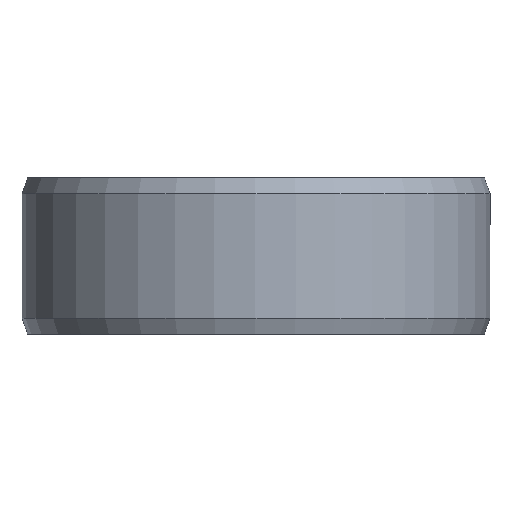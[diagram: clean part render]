
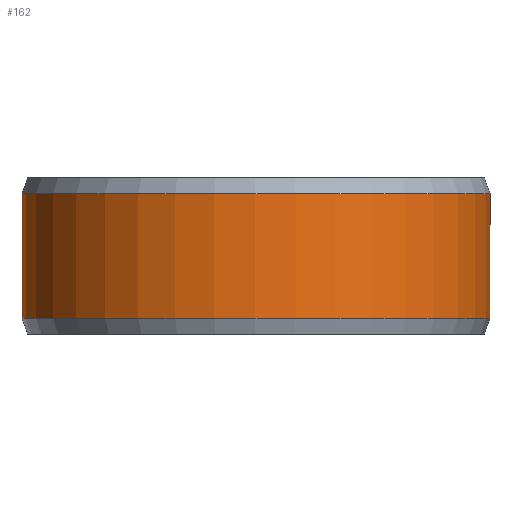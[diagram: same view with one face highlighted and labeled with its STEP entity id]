
A CAD part, front view. The second image highlights one B-rep face of the part: STEP entity #162.
In plain terms, the highlighted cylindrical face has radius 18 mm (diameter 36 mm), a partial arc.
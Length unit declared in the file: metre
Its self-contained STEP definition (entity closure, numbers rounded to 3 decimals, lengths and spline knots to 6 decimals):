
#162=ADVANCED_FACE('',(#185,#186),#187,.T.);
#185=FACE_OUTER_BOUND('',#211,.T.);
#186=FACE_BOUND('',#212,.T.);
#187=CYLINDRICAL_SURFACE('',#213,0.018);
#211=EDGE_LOOP('',(#289,#290,#291,#292));
#212=EDGE_LOOP('',(#293));
#213=AXIS2_PLACEMENT_3D('',#294,#295,#296);
#289=ORIENTED_EDGE('',*,*,#314,.T.);
#290=ORIENTED_EDGE('',*,*,#323,.F.);
#291=ORIENTED_EDGE('',*,*,#309,.F.);
#292=ORIENTED_EDGE('',*,*,#324,.T.);
#293=ORIENTED_EDGE('',*,*,#327,.T.);
#294=CARTESIAN_POINT('',(0.,0.,0.0));
#295=DIRECTION('',(0.,0.0,-1.0));
#296=DIRECTION('',(-1.0,0.0,0.));
#309=EDGE_CURVE('',#341,#342,#343,.T.);
#314=EDGE_CURVE('',#351,#349,#352,.T.);
#323=EDGE_CURVE('',#342,#349,#365,.T.);
#324=EDGE_CURVE('',#341,#351,#366,.T.);
#327=EDGE_CURVE('',#370,#370,#371,.T.);
#341=VERTEX_POINT('',#389);
#342=VERTEX_POINT('',#390);
#343=CIRCLE('',#391,0.018);
#349=VERTEX_POINT('',#399);
#351=VERTEX_POINT('',#402);
#352=CIRCLE('',#403,0.018);
#365=LINE('',#422,#423);
#366=LINE('',#424,#425);
#370=VERTEX_POINT('',#493);
#371=B_SPLINE_CURVE_WITH_KNOTS('',3,(#494,#495,#496,#497,#498,#499,#500,#501,#502,#503,#504,#505,#506,#507,#508,#509,#510,#511,#512,#513,#514,#515,#516,#517,#518,#519,#520,#521,#522,#523,#524,#525,#526,#527,#528,#529,#530,#531,#532,#533,#534,#535,#536,#537,#538,#539,#540,#541,#542,#543,#544,#545,#546,#547,#548,#549,#550,#551,#552,#553,#554,#555,#556,#557),.UNSPECIFIED.,.T.,.F.,(2,2,2,2,2,2,2,2,2,2,2,2,2,2,2,2,2,2,2,2,2,2,2,2,2,2,2,2,2,2,2,2,2,2),(-0.000587,0.0,0.000587,0.001174,0.001761,0.002349,0.002936,0.003523,0.00411,0.004697,0.005284,0.005872,0.006459,0.007046,0.007633,0.00822,0.008807,0.009395,0.009982,0.010569,0.011156,0.011743,0.01233,0.012918,0.013505,0.014092,0.014679,0.015266,0.015853,0.016441,0.017615,0.018202,0.018789,0.019376),.UNSPECIFIED.);
#389=CARTESIAN_POINT('',(0.000314,0.017997,0.0012));
#390=CARTESIAN_POINT('',(0.,0.018,0.0012));
#391=AXIS2_PLACEMENT_3D('',#571,#572,#573);
#399=CARTESIAN_POINT('',(0.,0.018,0.0108));
#402=CARTESIAN_POINT('',(0.000314,0.017997,0.0108));
#403=AXIS2_PLACEMENT_3D('',#580,#581,#582);
#422=CARTESIAN_POINT('',(0.,0.018,0.0012));
#423=VECTOR('',#595,1.0);
#424=CARTESIAN_POINT('',(0.000314,0.017997,0.0012));
#425=VECTOR('',#596,1.0);
#493=CARTESIAN_POINT('',(0.013668,-0.011713,0.006));
#494=CARTESIAN_POINT('',(0.013668,-0.011713,0.005801));
#495=CARTESIAN_POINT('',(0.013668,-0.011713,0.006199));
#496=CARTESIAN_POINT('',(0.013681,-0.011698,0.006394));
#497=CARTESIAN_POINT('',(0.013731,-0.011639,0.006778));
#498=CARTESIAN_POINT('',(0.013769,-0.011594,0.006968));
#499=CARTESIAN_POINT('',(0.013867,-0.011477,0.007331));
#500=CARTESIAN_POINT('',(0.013926,-0.011405,0.007504));
#501=CARTESIAN_POINT('',(0.014064,-0.011234,0.007829));
#502=CARTESIAN_POINT('',(0.014144,-0.011134,0.007983));
#503=CARTESIAN_POINT('',(0.014314,-0.010914,0.00826));
#504=CARTESIAN_POINT('',(0.014406,-0.010793,0.008384));
#505=CARTESIAN_POINT('',(0.014601,-0.010528,0.008603));
#506=CARTESIAN_POINT('',(0.014702,-0.010386,0.008696));
#507=CARTESIAN_POINT('',(0.014908,-0.010089,0.008846));
#508=CARTESIAN_POINT('',(0.015014,-0.009931,0.008904));
#509=CARTESIAN_POINT('',(0.015224,-0.009606,0.008981));
#510=CARTESIAN_POINT('',(0.015327,-0.00944,0.009));
#511=CARTESIAN_POINT('',(0.015529,-0.009104,0.009));
#512=CARTESIAN_POINT('',(0.015629,-0.008932,0.008981));
#513=CARTESIAN_POINT('',(0.015816,-0.008595,0.008904));
#514=CARTESIAN_POINT('',(0.015905,-0.00843,0.008847));
#515=CARTESIAN_POINT('',(0.016072,-0.008106,0.008697));
#516=CARTESIAN_POINT('',(0.016151,-0.007949,0.008603));
#517=CARTESIAN_POINT('',(0.016292,-0.007655,0.008386));
#518=CARTESIAN_POINT('',(0.016356,-0.007517,0.008262));
#519=CARTESIAN_POINT('',(0.016472,-0.00726,0.007982));
#520=CARTESIAN_POINT('',(0.016521,-0.007145,0.007831));
#521=CARTESIAN_POINT('',(0.016607,-0.006944,0.007507));
#522=CARTESIAN_POINT('',(0.016644,-0.006856,0.007331));
#523=CARTESIAN_POINT('',(0.016701,-0.006714,0.006968));
#524=CARTESIAN_POINT('',(0.016722,-0.006661,0.006781));
#525=CARTESIAN_POINT('',(0.016751,-0.006588,0.006396));
#526=CARTESIAN_POINT('',(0.016758,-0.00657,0.006197));
#527=CARTESIAN_POINT('',(0.016758,-0.006569,0.005805));
#528=CARTESIAN_POINT('',(0.016751,-0.006587,0.00561));
#529=CARTESIAN_POINT('',(0.016723,-0.00666,0.005222));
#530=CARTESIAN_POINT('',(0.016701,-0.006714,0.005033));
#531=CARTESIAN_POINT('',(0.016644,-0.006854,0.004672));
#532=CARTESIAN_POINT('',(0.016608,-0.006941,0.004497));
#533=CARTESIAN_POINT('',(0.016522,-0.007145,0.00417));
#534=CARTESIAN_POINT('',(0.016472,-0.007259,0.004019));
#535=CARTESIAN_POINT('',(0.016358,-0.007513,0.003742));
#536=CARTESIAN_POINT('',(0.016293,-0.007653,0.003616));
#537=CARTESIAN_POINT('',(0.016151,-0.007948,0.003398));
#538=CARTESIAN_POINT('',(0.016074,-0.008102,0.003306));
#539=CARTESIAN_POINT('',(0.015907,-0.008426,0.003154));
#540=CARTESIAN_POINT('',(0.015817,-0.008594,0.003097));
#541=CARTESIAN_POINT('',(0.01563,-0.008929,0.00302));
#542=CARTESIAN_POINT('',(0.015532,-0.009099,0.003));
#543=CARTESIAN_POINT('',(0.015328,-0.009439,0.003));
#544=CARTESIAN_POINT('',(0.015225,-0.009604,0.003019));
#545=CARTESIAN_POINT('',(0.015016,-0.009927,0.003095));
#546=CARTESIAN_POINT('',(0.01491,-0.010086,0.003153));
#547=CARTESIAN_POINT('',(0.014703,-0.010385,0.003303));
#548=CARTESIAN_POINT('',(0.014603,-0.010526,0.003395));
#549=CARTESIAN_POINT('',(0.014409,-0.01079,0.003613));
#550=CARTESIAN_POINT('',(0.014315,-0.010913,0.003739));
#551=CARTESIAN_POINT('',(0.01406,-0.011243,0.004153));
#552=CARTESIAN_POINT('',(0.013916,-0.011418,0.004487));
#553=CARTESIAN_POINT('',(0.01377,-0.011593,0.005028));
#554=CARTESIAN_POINT('',(0.013732,-0.011638,0.005218));
#555=CARTESIAN_POINT('',(0.013681,-0.011698,0.005605));
#556=CARTESIAN_POINT('',(0.013668,-0.011713,0.005801));
#557=CARTESIAN_POINT('',(0.013668,-0.011713,0.006199));
#571=CARTESIAN_POINT('',(0.,0.,0.0012));
#572=DIRECTION('',(0.,0.0,-1.0));
#573=DIRECTION('',(-1.0,0.0,0.));
#580=CARTESIAN_POINT('',(0.,0.,0.0108));
#581=DIRECTION('',(0.,0.0,-1.0));
#582=DIRECTION('',(-1.0,0.0,0.));
#595=DIRECTION('',(0.0,0.0,1.0));
#596=DIRECTION('',(0.,0.,1.0));
